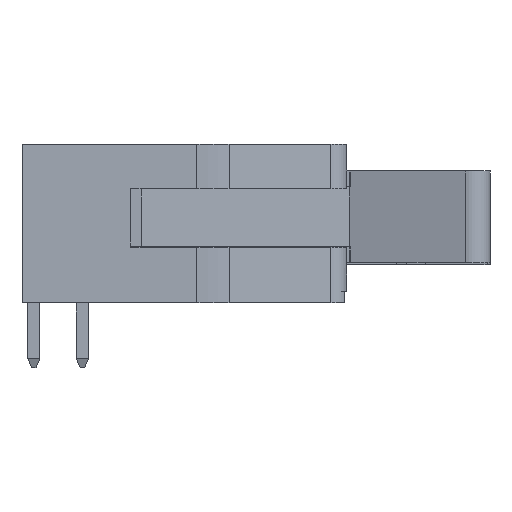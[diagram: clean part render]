
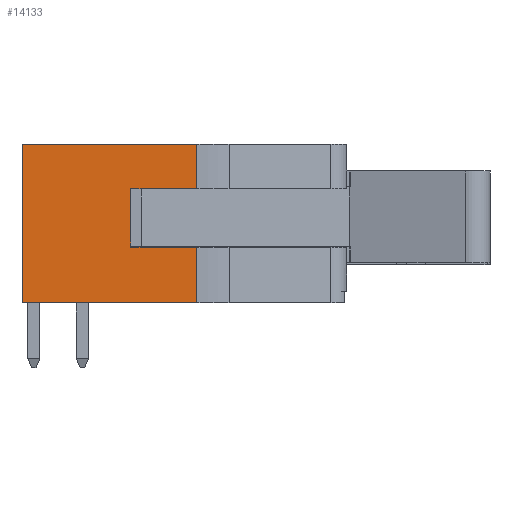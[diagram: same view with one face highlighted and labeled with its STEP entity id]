
A CAD part, front view. The second image highlights one B-rep face of the part: STEP entity #14133.
In plain terms, the highlighted face is planar.
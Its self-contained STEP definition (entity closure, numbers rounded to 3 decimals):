
#680=ORIENTED_EDGE('',*,*,#4723,.F.);
#681=ORIENTED_EDGE('',*,*,#4724,.F.);
#682=ORIENTED_EDGE('',*,*,#4725,.T.);
#683=ORIENTED_EDGE('',*,*,#4696,.F.);
#684=ORIENTED_EDGE('',*,*,#4726,.T.);
#685=ORIENTED_EDGE('',*,*,#4727,.T.);
#686=ORIENTED_EDGE('',*,*,#4728,.F.);
#687=ORIENTED_EDGE('',*,*,#4701,.F.);
#4696=EDGE_CURVE('',#6705,#6702,#8036,.T.);
#4701=EDGE_CURVE('',#6708,#6709,#8040,.T.);
#4723=EDGE_CURVE('',#6724,#6708,#8061,.T.);
#4724=EDGE_CURVE('',#6725,#6724,#8062,.T.);
#4725=EDGE_CURVE('',#6725,#6702,#8063,.T.);
#4726=EDGE_CURVE('',#6705,#6726,#8064,.T.);
#4727=EDGE_CURVE('',#6726,#6727,#8065,.T.);
#4728=EDGE_CURVE('',#6709,#6727,#8066,.T.);
#6702=VERTEX_POINT('',#20596);
#6705=VERTEX_POINT('',#20601);
#6708=VERTEX_POINT('',#20611);
#6709=VERTEX_POINT('',#20613);
#6724=VERTEX_POINT('',#20656);
#6725=VERTEX_POINT('',#20658);
#6726=VERTEX_POINT('',#20661);
#6727=VERTEX_POINT('',#20663);
#8036=LINE('',#20602,#9957);
#8040=LINE('',#20612,#9961);
#8061=LINE('',#20655,#9982);
#8062=LINE('',#20657,#9983);
#8063=LINE('',#20659,#9984);
#8064=LINE('',#20660,#9985);
#8065=LINE('',#20662,#9986);
#8066=LINE('',#20664,#9987);
#9957=VECTOR('',#16606,1000.);
#9961=VECTOR('',#16616,1000.);
#9982=VECTOR('',#16651,1000.);
#9983=VECTOR('',#16652,1000.);
#9984=VECTOR('',#16653,1000.);
#9985=VECTOR('',#16654,1000.);
#9986=VECTOR('',#16655,1000.);
#9987=VECTOR('',#16656,1000.);
#11652=EDGE_LOOP('',(#680,#681,#682,#683,#684,#685,#686,#687));
#12523=FACE_BOUND('',#11652,.T.);
#13379=PLANE('',#15235);
#14133=ADVANCED_FACE('',(#12523),#13379,.T.);
#15235=AXIS2_PLACEMENT_3D('',#20654,#16649,#16650);
#16606=DIRECTION('',(0.,1.,0.));
#16616=DIRECTION('',(0.,1.,0.));
#16649=DIRECTION('',(1.,0.,0.));
#16650=DIRECTION('',(0.,0.,-1.));
#16651=DIRECTION('',(0.,0.,1.));
#16652=DIRECTION('',(0.,1.,0.));
#16653=DIRECTION('',(0.,0.,1.));
#16654=DIRECTION('',(0.,0.,-1.));
#16655=DIRECTION('',(0.,1.,0.));
#16656=DIRECTION('',(0.,0.,-1.));
#20596=CARTESIAN_POINT('',(26.26,-1.825,4.149));
#20601=CARTESIAN_POINT('',(26.26,-4.15,4.149));
#20602=CARTESIAN_POINT('',(26.26,-4.15,4.149));
#20611=CARTESIAN_POINT('',(26.26,1.225,4.149));
#20612=CARTESIAN_POINT('',(26.26,-4.15,4.149));
#20613=CARTESIAN_POINT('',(26.26,4.15,4.149));
#20654=CARTESIAN_POINT('',(26.26,-4.15,5.));
#20655=CARTESIAN_POINT('',(26.26,1.225,0.7));
#20656=CARTESIAN_POINT('',(26.26,1.225,0.7));
#20657=CARTESIAN_POINT('',(26.26,-1.825,0.7));
#20658=CARTESIAN_POINT('',(26.26,-1.825,0.7));
#20659=CARTESIAN_POINT('',(26.26,-1.825,0.7));
#20660=CARTESIAN_POINT('',(26.26,-4.15,5.));
#20661=CARTESIAN_POINT('',(26.26,-4.15,-5.));
#20662=CARTESIAN_POINT('',(26.26,-4.15,-5.));
#20663=CARTESIAN_POINT('',(26.26,4.15,-5.));
#20664=CARTESIAN_POINT('',(26.26,4.15,5.));
